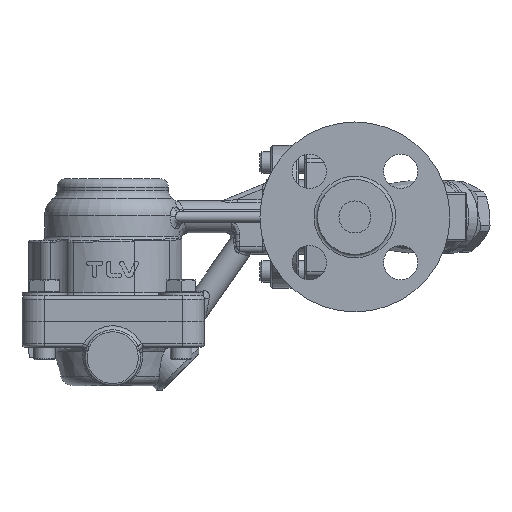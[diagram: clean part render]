
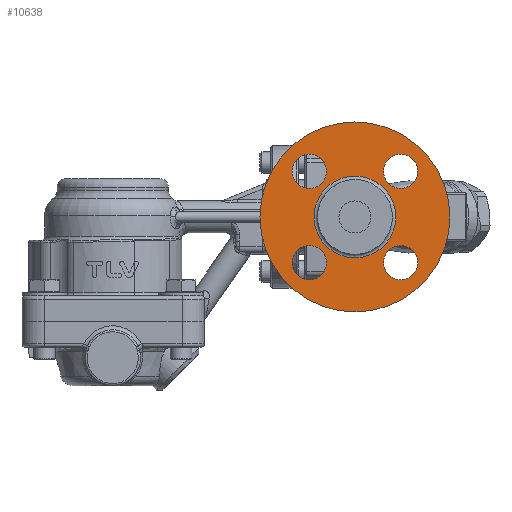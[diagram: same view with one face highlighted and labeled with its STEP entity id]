
A CAD part, front view. The second image highlights one B-rep face of the part: STEP entity #10638.
In plain terms, the highlighted planar face has unit normal (0, -1, 0).
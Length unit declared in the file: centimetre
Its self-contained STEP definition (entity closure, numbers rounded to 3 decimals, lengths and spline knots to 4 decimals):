
#2018=FACE_BOUND('',#3762,.T.);
#2019=FACE_BOUND('',#3763,.T.);
#2020=FACE_BOUND('',#3764,.T.);
#2021=FACE_BOUND('',#3765,.T.);
#2022=FACE_BOUND('',#3766,.T.);
#2944=FACE_OUTER_BOUND('',#3761,.T.);
#3761=EDGE_LOOP('',(#9683));
#3762=EDGE_LOOP('',(#9684));
#3763=EDGE_LOOP('',(#9685));
#3764=EDGE_LOOP('',(#9686));
#3765=EDGE_LOOP('',(#9687));
#3766=EDGE_LOOP('',(#9688));
#4404=CIRCLE('',#11872,0.8);
#4406=CIRCLE('',#11875,0.8);
#4408=CIRCLE('',#11878,0.8);
#4410=CIRCLE('',#11881,0.8);
#4411=CIRCLE('',#11883,4.45);
#4412=CIRCLE('',#11884,1.915);
#5331=VERTEX_POINT('',#23271);
#5333=VERTEX_POINT('',#23276);
#5335=VERTEX_POINT('',#23281);
#5337=VERTEX_POINT('',#23286);
#5338=VERTEX_POINT('',#23289);
#5339=VERTEX_POINT('',#23291);
#6794=EDGE_CURVE('',#5331,#5331,#4404,.T.);
#6796=EDGE_CURVE('',#5333,#5333,#4406,.T.);
#6798=EDGE_CURVE('',#5335,#5335,#4408,.T.);
#6800=EDGE_CURVE('',#5337,#5337,#4410,.T.);
#6801=EDGE_CURVE('',#5338,#5338,#4411,.T.);
#6802=EDGE_CURVE('',#5339,#5339,#4412,.T.);
#9683=ORIENTED_EDGE('',*,*,#6801,.F.);
#9684=ORIENTED_EDGE('',*,*,#6794,.T.);
#9685=ORIENTED_EDGE('',*,*,#6796,.T.);
#9686=ORIENTED_EDGE('',*,*,#6798,.T.);
#9687=ORIENTED_EDGE('',*,*,#6800,.T.);
#9688=ORIENTED_EDGE('',*,*,#6802,.F.);
#9968=PLANE('',#11882);
#10638=ADVANCED_FACE('',(#2944,#2018,#2019,#2020,#2021,#2022),#9968,.T.);
#11872=AXIS2_PLACEMENT_3D('',#23272,#14759,#14760);
#11875=AXIS2_PLACEMENT_3D('',#23277,#14765,#14766);
#11878=AXIS2_PLACEMENT_3D('',#23282,#14771,#14772);
#11881=AXIS2_PLACEMENT_3D('',#23287,#14777,#14778);
#11882=AXIS2_PLACEMENT_3D('',#23288,#14779,#14780);
#11883=AXIS2_PLACEMENT_3D('',#23290,#14781,#14782);
#11884=AXIS2_PLACEMENT_3D('',#23292,#14783,#14784);
#14759=DIRECTION('center_axis',(0.,1.,0.));
#14760=DIRECTION('ref_axis',(-1.,0.,0.));
#14765=DIRECTION('center_axis',(0.,1.,0.));
#14766=DIRECTION('ref_axis',(0.,0.,
-1.));
#14771=DIRECTION('center_axis',(0.,1.,0.));
#14772=DIRECTION('ref_axis',(1.,0.,0.));
#14777=DIRECTION('center_axis',(0.,1.,0.));
#14778=DIRECTION('ref_axis',(0.,0.,
1.));
#14779=DIRECTION('center_axis',(0.,-1.,0.));
#14780=DIRECTION('ref_axis',(1.,0.,0.));
#14781=DIRECTION('center_axis',(0.,1.,0.));
#14782=DIRECTION('ref_axis',(-1.,0.,0.));
#14783=DIRECTION('center_axis',(0.,-1.,0.));
#14784=DIRECTION('ref_axis',(-1.,0.,0.));
#23271=CARTESIAN_POINT('',(7.1869,0.2171,-4.3769));
#23272=CARTESIAN_POINT('Origin',(6.3869,0.2171,-4.3769));
#23276=CARTESIAN_POINT('',(10.6649,0.2171,-3.5769));
#23277=CARTESIAN_POINT('Origin',(10.6649,0.2171,-4.3769));
#23281=CARTESIAN_POINT('',(9.8649,0.2171,-0.0989));
#23282=CARTESIAN_POINT('Origin',(10.6649,0.2171,-0.0989));
#23286=CARTESIAN_POINT('',(6.3869,0.2171,-0.8989));
#23287=CARTESIAN_POINT('Origin',(6.3869,0.2171,-0.0989));
#23288=CARTESIAN_POINT('Origin',(8.5259,0.2171,-2.2379));
#23289=CARTESIAN_POINT('',(12.9759,0.2171,-2.2379));
#23290=CARTESIAN_POINT('Origin',(8.5259,0.2171,-2.2379));
#23291=CARTESIAN_POINT('',(10.4409,0.2171,-2.2379));
#23292=CARTESIAN_POINT('Origin',(8.5259,0.2171,-2.2379));
